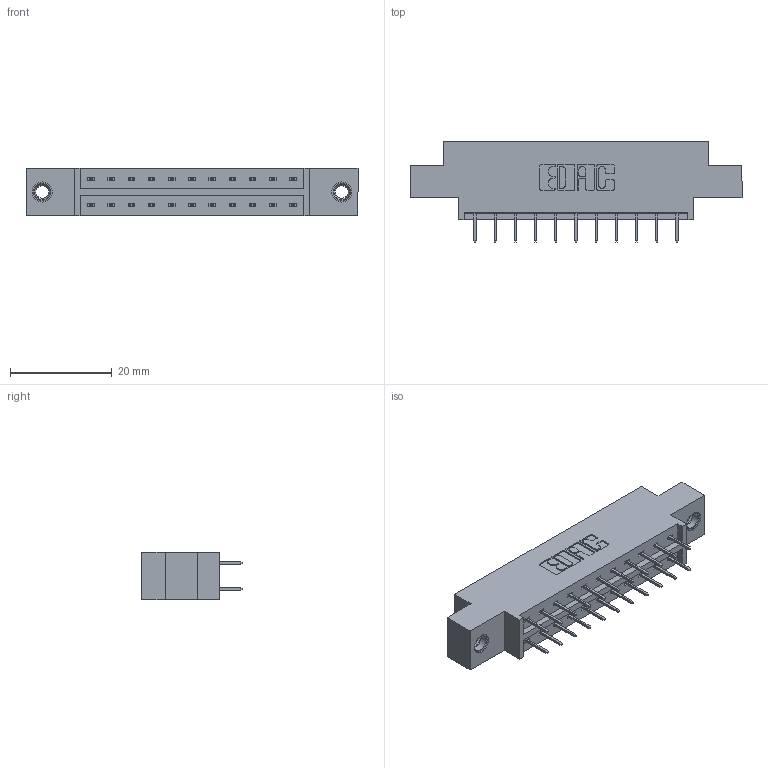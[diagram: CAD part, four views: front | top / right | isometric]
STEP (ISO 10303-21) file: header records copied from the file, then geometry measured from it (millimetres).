
FILE_DESCRIPTION (( 'STEP AP203' ), '1' );
FILE_NAME ('333-022-524-807.STEP', '2018-08-02T02:04:41', ( '' ), ( '' ), 'SwSTEP 2.0', 'SolidWorks 2016', '' );
FILE_SCHEMA (( 'CONFIG_CONTROL_DESIGN' ));
Length unit declared in the file: inch
Products named in the file (4): 333-022-524-807; 333 Part_Offset - .156 Dia - TI; 345-292-001_345-293-124; 345-250-001_345-250-005-103
Assembly tree (25 placements, depth 2):
  333-022-524-807
    333 Part_Offset - .156 Dia - TI
    345-292-001_345-293-124  x22
    345-250-001_345-250-005-103  x2
Bounding box: 65.13 x 19.69 x 9.4 mm (x, y, z)
Volume: 6084.4 mm3; surface area: 7015.3 mm2
Topology: 25 solids, 25 shells, 1410 faces, 3957 edges, 2542 vertices
Faces by surface type: plane 1030, cylinder 364, cone 12, torus 4
Entity records: 12478 total; most frequent: CARTESIAN_POINT 2089, ORIENTED_EDGE 2018, DIRECTION 1871, EDGE_CURVE 1009, VECTOR 865, LINE 865, VERTEX_POINT 664, AXIS2_PLACEMENT_3D 503
